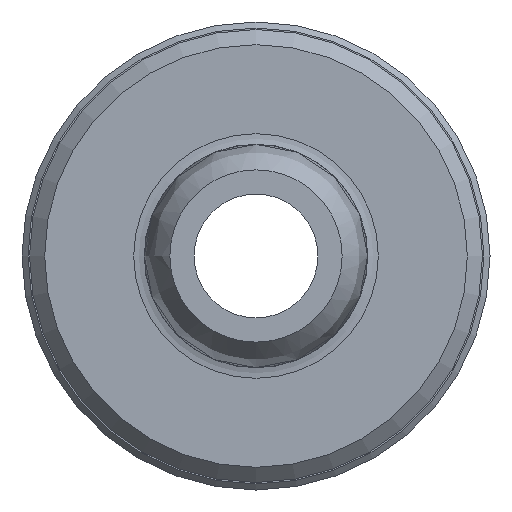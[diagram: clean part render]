
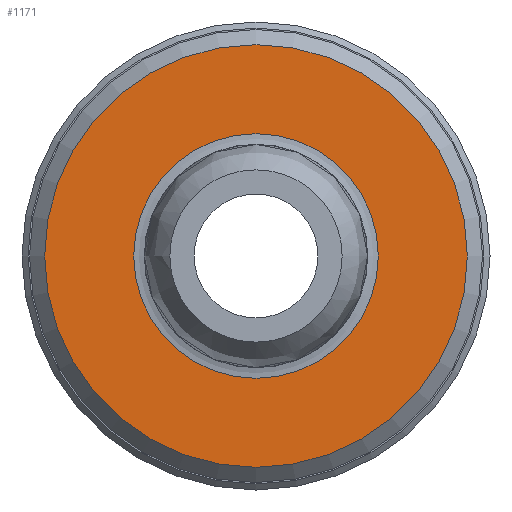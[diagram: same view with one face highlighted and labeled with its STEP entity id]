
A CAD part, left-side view. The second image highlights one B-rep face of the part: STEP entity #1171.
In plain terms, the highlighted planar face has unit normal (-1, 0, 0).
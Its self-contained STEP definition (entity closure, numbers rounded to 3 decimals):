
#1129=CARTESIAN_POINT('',(25.0,7.,0.));
#1130=VERTEX_POINT('',#1129);
#1131=CARTESIAN_POINT('',(25.0,0.0,0.0));
#1132=DIRECTION('',(1.0,0.0,0.0));
#1133=DIRECTION('',(0.0,-1.0,0.0));
#1134=AXIS2_PLACEMENT_3D('',#1131,#1132,#1133);
#1135=CIRCLE('',#1134,7.);
#1136=EDGE_CURVE('',#1130,#1130,#1135,.T.);
#1152=CARTESIAN_POINT('',(25.0,5.275,0.0));
#1153=DIRECTION('',(-1.0,0.0,0.0));
#1154=DIRECTION('',(0.0,0.0,1.0));
#1155=AXIS2_PLACEMENT_3D('',#1152,#1153,#1154);
#1156=PLANE('',#1155);
#1157=ORIENTED_EDGE('',*,*,#1136,.F.);
#1158=EDGE_LOOP('',(#1157));
#1159=FACE_OUTER_BOUND('',#1158,.T.);
#1160=CARTESIAN_POINT('',(25.0,4.05,0.));
#1161=VERTEX_POINT('',#1160);
#1162=CARTESIAN_POINT('',(25.0,0.0,0.0));
#1163=DIRECTION('',(-1.0,0.0,0.0));
#1164=DIRECTION('',(0.0,-1.0,0.0));
#1165=AXIS2_PLACEMENT_3D('',#1162,#1163,#1164);
#1166=CIRCLE('',#1165,4.05);
#1167=EDGE_CURVE('',#1161,#1161,#1166,.T.);
#1168=ORIENTED_EDGE('',*,*,#1167,.F.);
#1169=EDGE_LOOP('',(#1168));
#1170=FACE_BOUND('',#1169,.T.);
#1171=ADVANCED_FACE('',(#1159,#1170),#1156,.T.);
